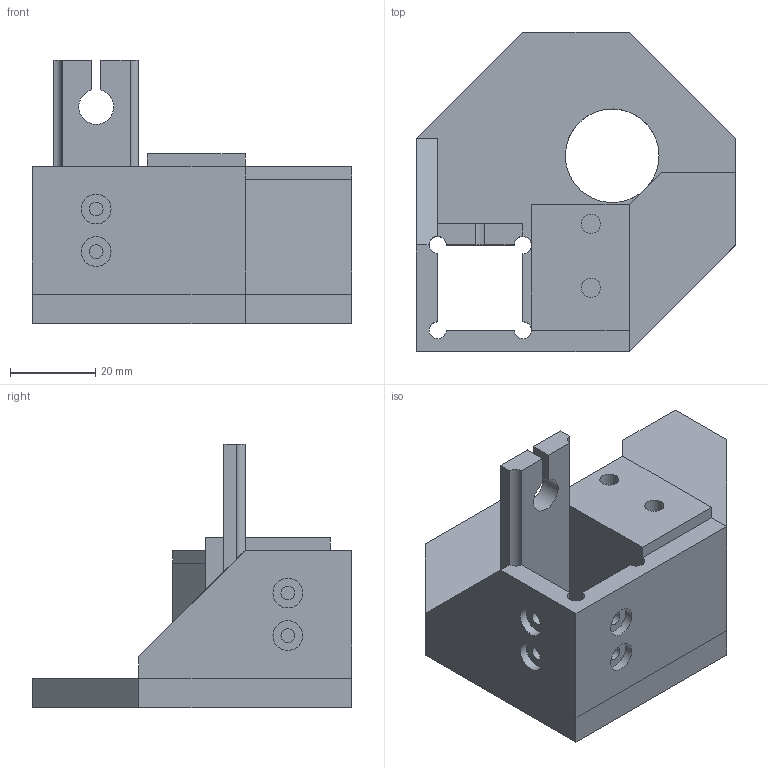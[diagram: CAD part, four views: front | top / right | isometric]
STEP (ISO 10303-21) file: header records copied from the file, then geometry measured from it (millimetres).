
FILE_DESCRIPTION(('FreeCAD Model'),'2;1');
FILE_NAME('Open CASCADE Shape Model','2023-09-15T20:27:06',(''),(''), 'Open CASCADE STEP processor 7.6','FreeCAD','Unknown');
FILE_SCHEMA(('AUTOMOTIVE_DESIGN { 1 0 10303 214 1 1 1 1 }'));
Length unit declared in the file: millimetre
Products named in the file (1): front_corner_mid_right
Bounding box: 75 x 75 x 62 mm (x, y, z)
Volume: 84342.6 mm3; surface area: 23925.4 mm2
Topology: 1 solids, 1 shells, 70 faces, 172 edges, 109 vertices
Faces by surface type: plane 52, cylinder 18
Full cylindrical faces by diameter (mm): 3.2 x4, 4.5 x2, 7 x4, 8.2 x1, 10 x1, 22 x1
Entity records: 4374 total; most frequent: CARTESIAN_POINT 854, DIRECTION 668, LINE 425, VECTOR 425, ORIENTED_EDGE 340, PCURVE 340, DEFINITIONAL_REPRESENTATION 340, EDGE_CURVE 170
